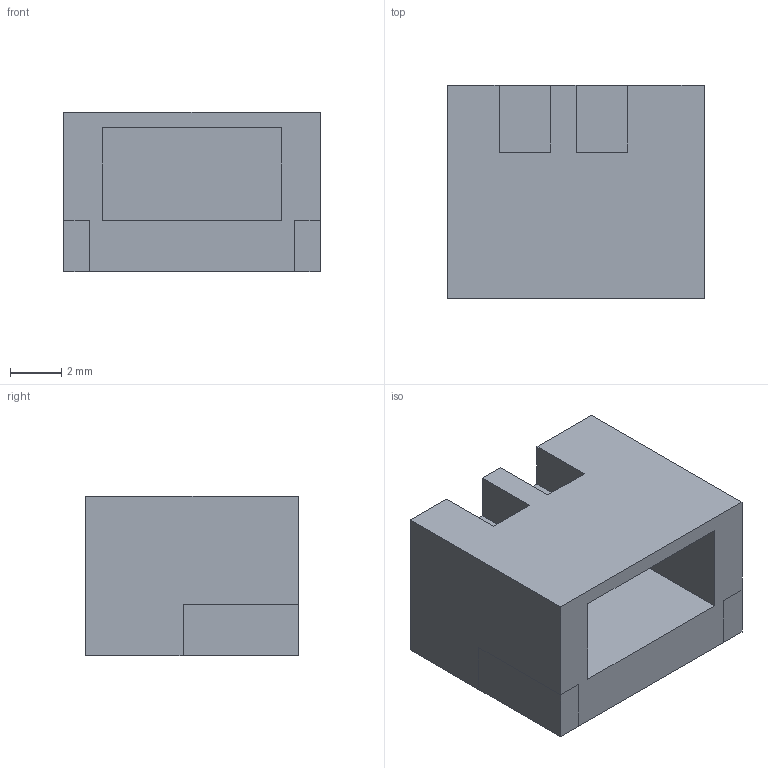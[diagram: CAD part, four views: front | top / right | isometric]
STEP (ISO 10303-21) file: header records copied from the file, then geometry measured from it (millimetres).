
FILE_DESCRIPTION(('FreeCAD Model'),'2;1');
FILE_NAME('Open CASCADE Shape Model','2025-10-22T19:28:58',('FreeCAD'),( 'FreeCAD'),'Open CASCADE STEP processor 7.8','FreeCAD','Unknown');
FILE_SCHEMA(('AUTOMOTIVE_DESIGN { 1 0 10303 214 1 1 1 1 }'));
Length unit declared in the file: millimetre
Products named in the file (1): Open CASCADE STEP translator 7.8 1
Bounding box: 10 x 8.3 x 6.2 mm (x, y, z)
Volume: 354.8 mm3; surface area: 530.4 mm2
Topology: 1 solids, 1 shells, 25 faces, 66 edges, 44 vertices
Faces by surface type: plane 25
Entity records: 770 total; most frequent: CARTESIAN_POINT 136, ORIENTED_EDGE 132, DIRECTION 118, EDGE_CURVE 66, LINE 66, VECTOR 66, VERTEX_POINT 44, AXIS2_PLACEMENT_3D 26
